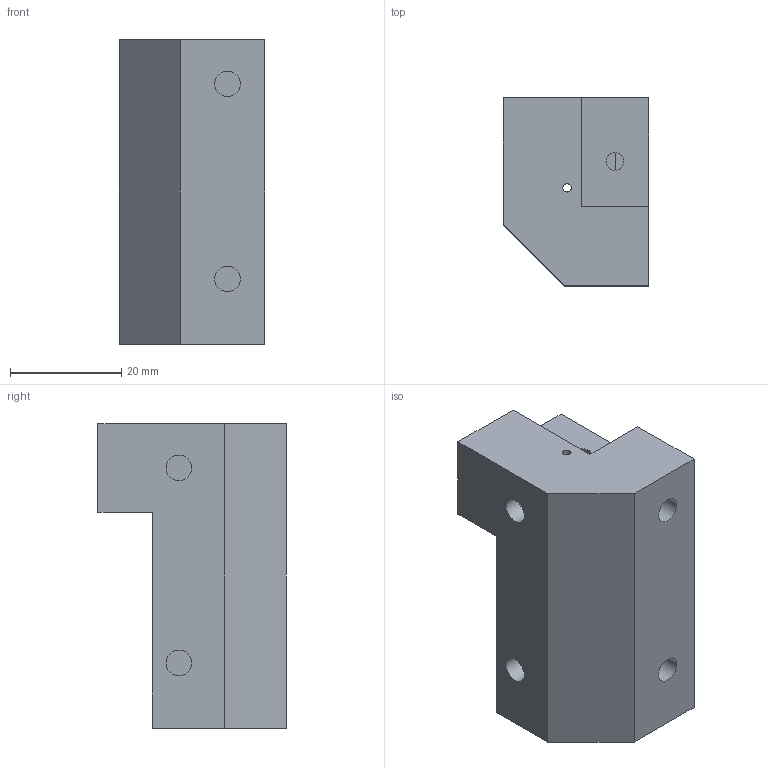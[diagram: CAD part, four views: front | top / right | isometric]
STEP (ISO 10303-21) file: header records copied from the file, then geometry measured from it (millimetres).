
FILE_DESCRIPTION(('FreeCAD Model'),'2;1');
FILE_NAME('Open CASCADE Shape Model','1974-01-01T00:00:00',(''),(''), 'Open CASCADE STEP processor 7.7','FreeCAD','Unknown');
FILE_SCHEMA(('AUTOMOTIVE_DESIGN { 1 0 10303 214 1 1 1 1 }'));
Length unit declared in the file: millimetre
Products named in the file (1): k1_front_idler_left_step
Bounding box: 26.2 x 33.8 x 54.66 mm (x, y, z)
Volume: 29132.3 mm3; surface area: 8947.6 mm2
Topology: 1 solids, 1 shells, 40 faces, 91 edges, 62 vertices
Faces by surface type: plane 26, cylinder 14
Full cylindrical faces by diameter (mm): 1.5 x1, 3.2 x1, 3.8 x2, 4.6 x5, 6 x2, 7.2 x1
Entity records: 1160 total; most frequent: DIRECTION 204, CARTESIAN_POINT 195, ORIENTED_EDGE 182, EDGE_CURVE 91, AXIS2_PLACEMENT_3D 73, VERTEX_POINT 62, LINE 58, VECTOR 58
